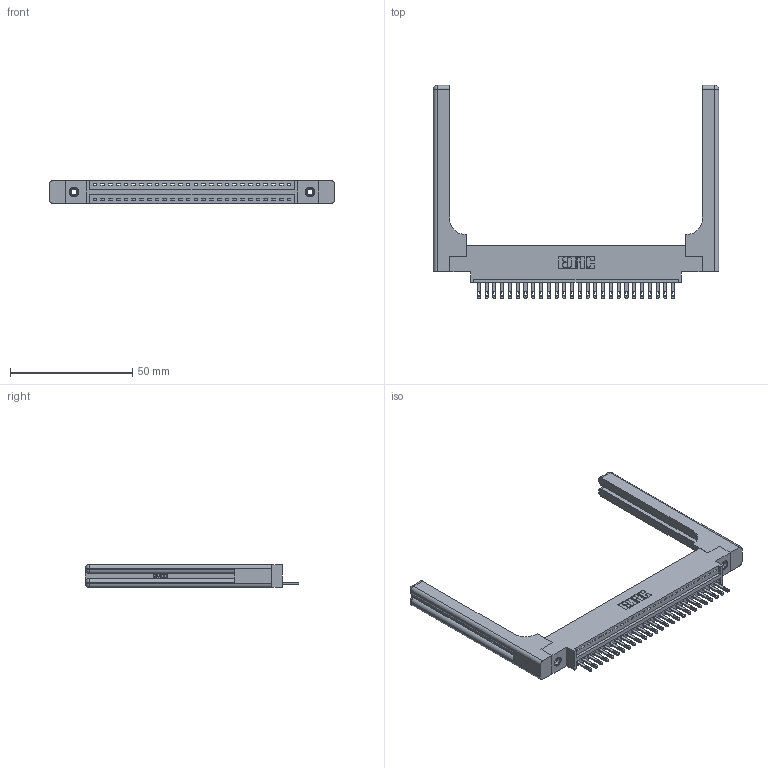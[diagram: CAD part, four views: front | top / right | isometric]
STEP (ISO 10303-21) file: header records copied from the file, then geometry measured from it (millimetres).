
FILE_DESCRIPTION (( 'STEP AP203' ), '1' );
FILE_NAME ('346-026-500-658.STEP', '2022-05-06T01:57:03', ( '' ), ( '' ), 'SwSTEP 2.0', 'SolidWorks 2020', '' );
FILE_SCHEMA (( 'CONFIG_CONTROL_DESIGN' ));
Length unit declared in the file: inch
Products named in the file (5): 345-292-001_345-293-100; 346-220-058_345-220-058; 345-250-001_345-250-001-102; 346 Part_0.170 Offset - 0.156 Dia-TH; 346-026-500-658
Assembly tree (31 placements, depth 2):
  346-026-500-658
    346 Part_0.170 Offset - 0.156 Dia-TH
    345-292-001_345-293-100  x26
    345-250-001_345-250-001-102  x2
    346-220-058_345-220-058  x2
Bounding box: 116.61 x 87.12 x 9.4 mm (x, y, z)
Volume: 18413.8 mm3; surface area: 18868 mm2
Topology: 31 solids, 31 shells, 1800 faces, 5411 edges, 3586 vertices
Faces by surface type: plane 1126, cylinder 614, bspline 36, cone 12, sphere 8, torus 4
Entity records: 23950 total; most frequent: CARTESIAN_POINT 5093, ORIENTED_EDGE 3848, DIRECTION 3444, EDGE_CURVE 1924, LINE 1592, VECTOR 1592, VERTEX_POINT 1274, AXIS2_PLACEMENT_3D 926
